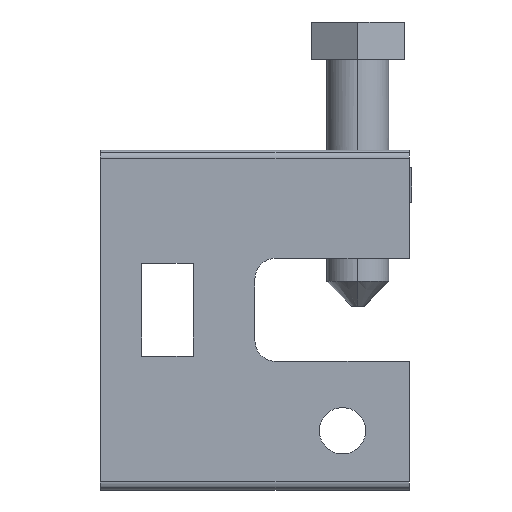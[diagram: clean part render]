
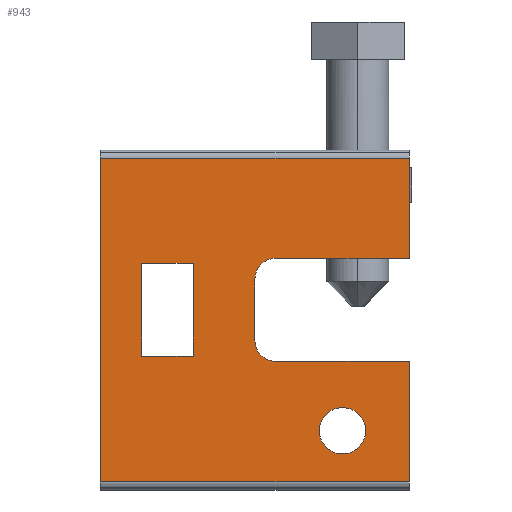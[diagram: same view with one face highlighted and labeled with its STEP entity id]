
A CAD part, front view. The second image highlights one B-rep face of the part: STEP entity #943.
In plain terms, the highlighted planar face has unit normal (0, -1, 0).
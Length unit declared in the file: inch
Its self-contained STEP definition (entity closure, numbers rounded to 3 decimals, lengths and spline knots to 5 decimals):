
#411=EDGE_CURVE('',#1151,#1152,#1153,.T.);
#421=EDGE_CURVE('',#1170,#1171,#1172,.T.);
#451=EDGE_CURVE('',#1224,#1225,#1226,.T.);
#493=EDGE_CURVE('',#1171,#1297,#1298,.T.);
#519=EDGE_CURVE('',#1336,#1337,#1338,.T.);
#565=EDGE_CURVE('',#1412,#1413,#1414,.T.);
#573=EDGE_CURVE('',#1152,#1330,#1425,.T.);
#601=EDGE_CURVE('',#1151,#1467,#1468,.T.);
#667=EDGE_CURVE('',#1148,#1439,#1564,.T.);
#679=EDGE_CURVE('',#1439,#1447,#1580,.T.);
#809=EDGE_CURVE('',#1447,#1758,#1759,.T.);
#823=EDGE_CURVE('',#1297,#1775,#1776,.T.);
#937=EDGE_CURVE('',#1337,#1224,#1919,.T.);
#943=ADVANCED_FACE('',(#1927,#1928,#1929),#1930,.T.);
#1007=EDGE_CURVE('',#1413,#1170,#2001,.T.);
#1015=EDGE_CURVE('',#1758,#1148,#2010,.T.);
#1017=EDGE_CURVE('',#1330,#1412,#2012,.T.);
#1037=EDGE_CURVE('',#1775,#1467,#2037,.T.);
#1059=EDGE_CURVE('',#1225,#1336,#2060,.T.);
#1148=VERTEX_POINT('',#2162);
#1151=VERTEX_POINT('',#2167);
#1152=VERTEX_POINT('',#2168);
#1153=LINE('',#2169,#2170);
#1170=VERTEX_POINT('',#2199);
#1171=VERTEX_POINT('',#2200);
#1172=B_SPLINE_CURVE_WITH_KNOTS('',3,(#2201,#2202,#2203,#2204),.UNSPECIFIED.,.F.,.F.,(4,4),(0.0,1.0),.UNSPECIFIED.);
#1224=VERTEX_POINT('',#2300);
#1225=VERTEX_POINT('',#2301);
#1226=LINE('',#2302,#2303);
#1297=VERTEX_POINT('',#2472);
#1298=LINE('',#2473,#2474);
#1330=VERTEX_POINT('',#2589);
#1336=VERTEX_POINT('',#2596);
#1337=VERTEX_POINT('',#2597);
#1338=LINE('',#2598,#2599);
#1412=VERTEX_POINT('',#2730);
#1413=VERTEX_POINT('',#2731);
#1414=LINE('',#2732,#2733);
#1425=LINE('',#2764,#2765);
#1439=VERTEX_POINT('',#2788);
#1447=VERTEX_POINT('',#2800);
#1467=VERTEX_POINT('',#2834);
#1468=LINE('',#2835,#2836);
#1564=B_SPLINE_CURVE_WITH_KNOTS('',3,(#3035,#3036,#3037,#3038),.UNSPECIFIED.,.F.,.F.,(4,4),(0.0,1.0),.UNSPECIFIED.);
#1580=B_SPLINE_CURVE_WITH_KNOTS('',3,(#3068,#3069,#3070,#3071),.UNSPECIFIED.,.F.,.F.,(4,4),(0.0,1.0),.UNSPECIFIED.);
#1758=VERTEX_POINT('',#3475);
#1759=B_SPLINE_CURVE_WITH_KNOTS('',3,(#3476,#3477,#3478,#3479),.UNSPECIFIED.,.F.,.F.,(4,4),(0.0,1.0),.UNSPECIFIED.);
#1775=VERTEX_POINT('',#3579);
#1776=B_SPLINE_CURVE_WITH_KNOTS('',3,(#3580,#3581,#3582,#3583),.UNSPECIFIED.,.F.,.F.,(4,4),(0.0,1.0),.UNSPECIFIED.);
#1919=LINE('',#3868,#3869);
#1927=FACE_OUTER_BOUND('',#3884,.T.);
#1928=FACE_BOUND('',#3885,.T.);
#1929=FACE_BOUND('',#3886,.T.);
#1930=PLANE('',#3887);
#2001=LINE('',#4022,#4023);
#2010=B_SPLINE_CURVE_WITH_KNOTS('',3,(#4039,#4040,#4041,#4042),.UNSPECIFIED.,.F.,.F.,(4,4),(0.0,1.0),.UNSPECIFIED.);
#2012=LINE('',#4045,#4046);
#2037=LINE('',#4085,#4086);
#2060=LINE('',#4134,#4135);
#2162=CARTESIAN_POINT('',(1.32813,0.0,0.35938));
#2167=CARTESIAN_POINT('',(1.875,0.0,0.05));
#2168=CARTESIAN_POINT('',(0.0,0.0,0.05));
#2169=CARTESIAN_POINT('',(0.95284,0.0,0.05));
#2170=VECTOR('',#4250,1.0);
#2199=CARTESIAN_POINT('',(1.0625,0.0,1.40625));
#2200=CARTESIAN_POINT('',(0.9375,0.0,1.28125));
#2201=CARTESIAN_POINT('',(1.0625,0.0,1.40625));
#2202=CARTESIAN_POINT('',(0.99346,0.0,1.40625));
#2203=CARTESIAN_POINT('',(0.9375,0.0,1.35029));
#2204=CARTESIAN_POINT('',(0.9375,0.0,1.28125));
#2300=CARTESIAN_POINT('',(0.5625,0.0,1.375));
#2301=CARTESIAN_POINT('',(0.25,0.0,1.375));
#2302=CARTESIAN_POINT('',(0.5625,0.0,1.375));
#2303=VECTOR('',#4288,1.0);
#2472=CARTESIAN_POINT('',(0.9375,0.0,0.90625));
#2473=CARTESIAN_POINT('',(0.9375,0.0,1.28125));
#2474=VECTOR('',#4332,1.0);
#2589=CARTESIAN_POINT('',(0.0,0.0,2.0125));
#2596=CARTESIAN_POINT('',(0.25,0.0,0.8125));
#2597=CARTESIAN_POINT('',(0.5625,0.0,0.8125));
#2598=CARTESIAN_POINT('',(0.5625,0.0,0.8125));
#2599=VECTOR('',#4364,1.0);
#2730=CARTESIAN_POINT('',(1.875,0.0,2.0125));
#2731=CARTESIAN_POINT('',(1.875,0.0,1.40625));
#2732=CARTESIAN_POINT('',(1.875,0.0,2.0625));
#2733=VECTOR('',#4440,1.0);
#2764=CARTESIAN_POINT('',(0.0,0.0,2.0625));
#2765=VECTOR('',#4444,1.0);
#2788=CARTESIAN_POINT('',(1.46875,0.0,0.21875));
#2800=CARTESIAN_POINT('',(1.60938,0.0,0.35938));
#2834=CARTESIAN_POINT('',(1.875,0.0,0.78125));
#2835=CARTESIAN_POINT('',(1.875,0.0,0.));
#2836=VECTOR('',#4504,1.0);
#3035=CARTESIAN_POINT('',(1.32813,0.0,0.35938));
#3036=CARTESIAN_POINT('',(1.32813,0.0,0.28171));
#3037=CARTESIAN_POINT('',(1.39109,0.0,0.21875));
#3038=CARTESIAN_POINT('',(1.46875,0.0,0.21875));
#3068=CARTESIAN_POINT('',(1.46875,0.0,0.21875));
#3069=CARTESIAN_POINT('',(1.54641,0.0,0.21875));
#3070=CARTESIAN_POINT('',(1.60938,0.0,0.28171));
#3071=CARTESIAN_POINT('',(1.60938,0.0,0.35938));
#3475=CARTESIAN_POINT('',(1.46875,0.0,0.5));
#3476=CARTESIAN_POINT('',(1.60938,0.0,0.35938));
#3477=CARTESIAN_POINT('',(1.60938,0.0,0.43704));
#3478=CARTESIAN_POINT('',(1.54641,0.0,0.5));
#3479=CARTESIAN_POINT('',(1.46875,0.0,0.5));
#3579=CARTESIAN_POINT('',(1.0625,0.0,0.78125));
#3580=CARTESIAN_POINT('',(0.9375,0.0,0.90625));
#3581=CARTESIAN_POINT('',(0.9375,0.0,0.83721));
#3582=CARTESIAN_POINT('',(0.99346,0.0,0.78125));
#3583=CARTESIAN_POINT('',(1.0625,0.0,0.78125));
#3868=CARTESIAN_POINT('',(0.5625,0.0,1.375));
#3869=VECTOR('',#5049,1.0);
#3884=EDGE_LOOP('',(#5064,#5065,#5066,#5067,#5068,#5069,#5070,#5071,#5072,#5073));
#3885=EDGE_LOOP('',(#5074,#5075,#5076,#5077));
#3886=EDGE_LOOP('',(#5078,#5079,#5080,#5081));
#3887=AXIS2_PLACEMENT_3D('',#5082,#5083,#5084);
#4022=CARTESIAN_POINT('',(1.875,0.0,1.40625));
#4023=VECTOR('',#5148,1.0);
#4039=CARTESIAN_POINT('',(1.46875,0.0,0.5));
#4040=CARTESIAN_POINT('',(1.39109,0.0,0.5));
#4041=CARTESIAN_POINT('',(1.32813,0.0,0.43704));
#4042=CARTESIAN_POINT('',(1.32813,0.0,0.35938));
#4045=CARTESIAN_POINT('',(0.95284,0.0,2.0125));
#4046=VECTOR('',#5158,1.0);
#4085=CARTESIAN_POINT('',(1.875,0.0,0.78125));
#4086=VECTOR('',#5201,1.0);
#4134=CARTESIAN_POINT('',(0.25,0.0,1.375));
#4135=VECTOR('',#5216,1.0);
#4250=DIRECTION('',(-1.0,0.0,0.));
#4288=DIRECTION('',(-1.0,0.0,0.0));
#4332=DIRECTION('',(0.0,0.0,-1.0));
#4364=DIRECTION('',(1.0,0.0,0.0));
#4440=DIRECTION('',(0.0,0.0,-1.0));
#4444=DIRECTION('',(0.0,0.0,1.0));
#4504=DIRECTION('',(0.0,0.0,1.0));
#5049=DIRECTION('',(0.0,0.0,1.0));
#5064=ORIENTED_EDGE('',*,*,#411,.F.);
#5065=ORIENTED_EDGE('',*,*,#601,.T.);
#5066=ORIENTED_EDGE('',*,*,#1037,.F.);
#5067=ORIENTED_EDGE('',*,*,#823,.F.);
#5068=ORIENTED_EDGE('',*,*,#493,.F.);
#5069=ORIENTED_EDGE('',*,*,#421,.F.);
#5070=ORIENTED_EDGE('',*,*,#1007,.F.);
#5071=ORIENTED_EDGE('',*,*,#565,.F.);
#5072=ORIENTED_EDGE('',*,*,#1017,.F.);
#5073=ORIENTED_EDGE('',*,*,#573,.F.);
#5074=ORIENTED_EDGE('',*,*,#809,.F.);
#5075=ORIENTED_EDGE('',*,*,#679,.F.);
#5076=ORIENTED_EDGE('',*,*,#667,.F.);
#5077=ORIENTED_EDGE('',*,*,#1015,.F.);
#5078=ORIENTED_EDGE('',*,*,#1059,.F.);
#5079=ORIENTED_EDGE('',*,*,#451,.F.);
#5080=ORIENTED_EDGE('',*,*,#937,.F.);
#5081=ORIENTED_EDGE('',*,*,#519,.F.);
#5082=CARTESIAN_POINT('',(0.96817,0.0,1.04271));
#5083=DIRECTION('',(0.0,-1.0,0.0));
#5084=DIRECTION('',(1.0,0.0,0.0));
#5148=DIRECTION('',(-1.0,0.0,0.0));
#5158=DIRECTION('',(1.0,0.0,0.0));
#5201=DIRECTION('',(1.0,0.0,0.0));
#5216=DIRECTION('',(0.0,0.0,-1.0));
